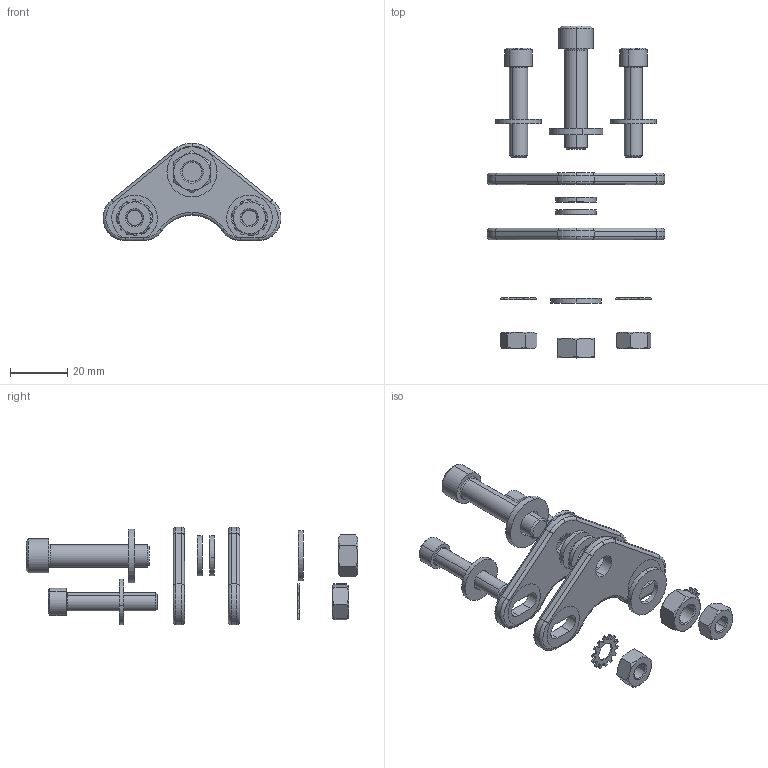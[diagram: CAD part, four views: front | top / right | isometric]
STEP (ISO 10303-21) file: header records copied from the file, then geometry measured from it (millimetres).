
FILE_DESCRIPTION (( 'STEP AP214' ), '1' );
FILE_NAME ('SuspClevUpperAssy.STEP', '2019-01-26T00:18:28', ( 'pattaya2u' ), ( 'Microsoft' ), 'SwSTEP 2.0', 'SolidWorks 2018', '' );
FILE_SCHEMA (( 'AUTOMOTIVE_DESIGN' ));
Length unit declared in the file: metre
Products named in the file (11): External Tooth Lock Washer_AI_ASME B18.21.1 - 0.256; Hex Nut_AI_HNUT 0.2500-28-D-N; Flat Washer Type A Narrow_AI_Preferred Narrow FW 0.25; Socket Head Cap Screw_AI_HX-SHCS 0.25-28x1.25x1.25-N; flat washer narrow_am_B18.22M - Plain washer, 8 mm, narrow; Washer8mmx2mm; SuspClevUpper; SuspClevUpperAssy; Hex Nut_AI_HNUT 0.3125-24-D-N; Flat Washer Type A Narrow_AI_Preferred Narrow FW 0.3125; Socket Head Cap Screw_AI_HX-SHCS 0.3125-24x1.375x1.375-N
Assembly tree (16 placements, depth 2):
  SuspClevUpperAssy
    SuspClevUpper  x2
    Washer8mmx2mm  x2
    flat washer narrow_am_B18.22M - Plain washer, 8 mm, narrow
    Socket Head Cap Screw_AI_HX-SHCS 0.25-28x1.25x1.25-N  x2
    Flat Washer Type A Narrow_AI_Preferred Narrow FW 0.25  x2
    Hex Nut_AI_HNUT 0.2500-28-D-N  x2
    External Tooth Lock Washer_AI_ASME B18.21.1 - 0.256  x2
    Socket Head Cap Screw_AI_HX-SHCS 0.3125-24x1.375x1.375-N
    Flat Washer Type A Narrow_AI_Preferred Narrow FW 0.3125
    Hex Nut_AI_HNUT 0.3125-24-D-N
Bounding box: 61.96 x 115.59 x 34 mm (x, y, z)
Volume: 17309.2 mm3; surface area: 14150.5 mm2
Topology: 16 solids, 16 shells, 425 faces, 1034 edges, 641 vertices
Faces by surface type: plane 169, cylinder 152, cone 66, torus 38
Entity records: 7846 total; most frequent: CARTESIAN_POINT 1507, DIRECTION 1330, ORIENTED_EDGE 1168, EDGE_CURVE 584, AXIS2_PLACEMENT_3D 529, VERTEX_POINT 362, VECTOR 272, LINE 272
